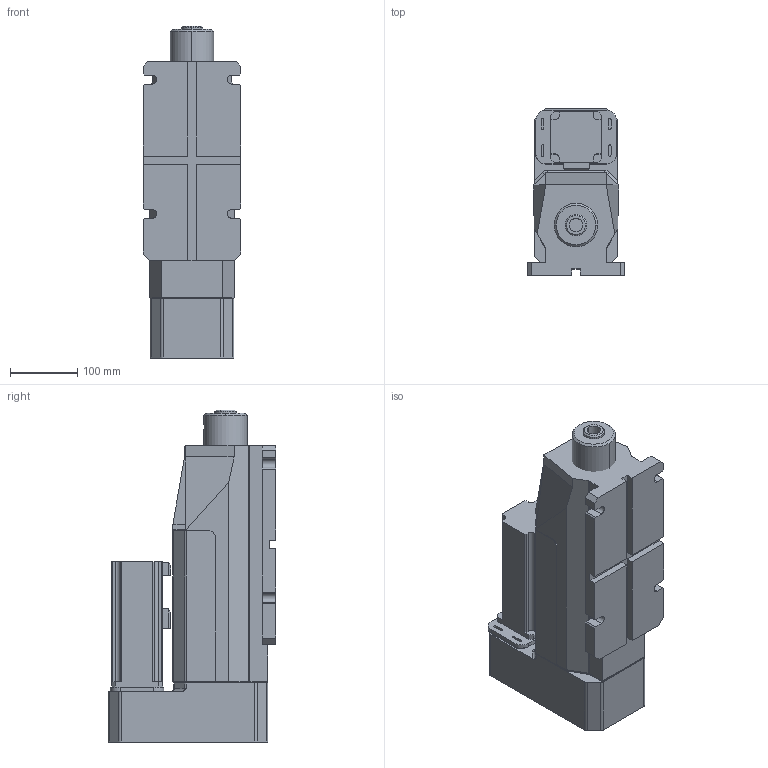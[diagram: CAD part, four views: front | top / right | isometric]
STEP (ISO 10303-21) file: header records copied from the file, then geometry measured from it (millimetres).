
FILE_DESCRIPTION (( 'STEP AP203' ), '1' );
FILE_NAME ('JPUF-1004（フランジ）外形図.STEP', '2007-05-30T04:59:21', ( '' ), ( '' ), 'SwSTEP 2.0', 'SolidWorks 2006104', '' );
FILE_SCHEMA (( 'CONFIG_CONTROL_DESIGN' ));
Length unit declared in the file: millimetre
Products named in the file (3): JPUF-1004（フランジ）外形図; JPUF-1004(ﾌﾗﾝｼﾞ)_ﾃﾞﾌｫﾙﾄ; 儔儉_棉太倌
Assembly tree (2 placements, depth 2):
  JPUF-1004（フランジ）外形図
    儔儉_棉太倌
    JPUF-1004(ﾌﾗﾝｼﾞ)_ﾃﾞﾌｫﾙﾄ
Bounding box: 146 x 250 x 495 mm (x, y, z)
Volume: 9915552.7 mm3; surface area: 439246.7 mm2
Topology: 2 solids, 2 shells, 268 faces, 730 edges, 478 vertices
Faces by surface type: plane 176, cylinder 84, cone 4, bspline 4
Entity records: 9001 total; most frequent: CARTESIAN_POINT 1793, ORIENTED_EDGE 1460, DIRECTION 1434, EDGE_CURVE 730, VECTOR 536, LINE 536, VERTEX_POINT 478, AXIS2_PLACEMENT_3D 449
